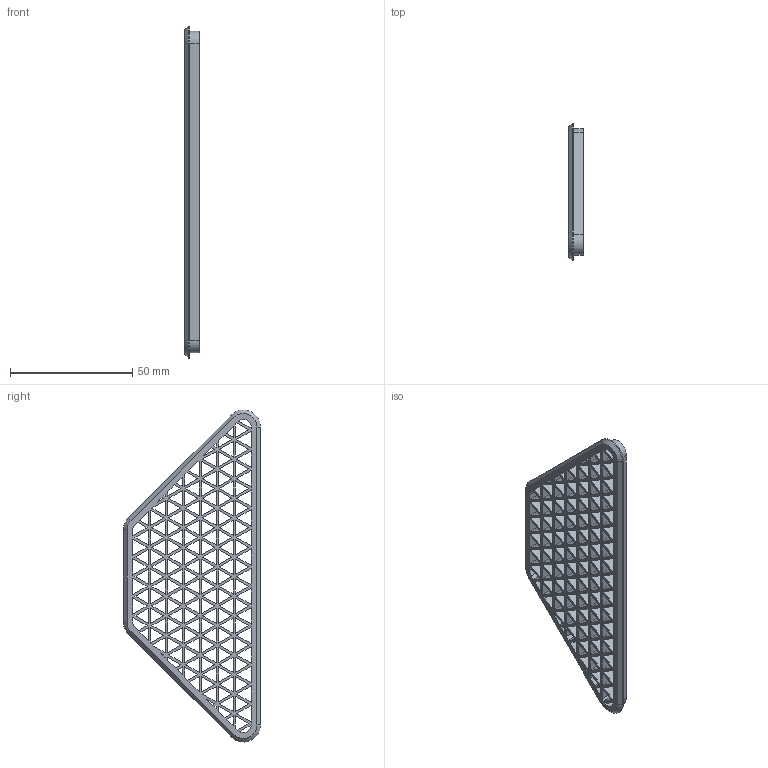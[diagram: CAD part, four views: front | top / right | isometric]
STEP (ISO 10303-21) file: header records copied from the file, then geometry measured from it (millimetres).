
FILE_DESCRIPTION(/* description */ ('CAx-IF Rec.Pracs.---Representation and Presentation of Product Manufacturing Information (PMI)---4.0---2014-10-13','CAx-IF Rec.Pracs.---3D Tessellated Geometry---0.4---2014-09-14','2;1'),/* implementation_level */ '2;1');
FILE_NAME(/* name */ 'V07-04-08(A) - Electronics box side grill',/* time_stamp */ '2022-03-25T17:21:26+03:00',/* author */ (''),/* organization */ (''),/* preprocessor_version */ 'ST-DEVELOPER v16.7',/* originating_system */ 'SIEMENS PLM Software NX 1911',/* authorisation */ $);
FILE_SCHEMA (('AP242_MANAGED_MODEL_BASED_3D_ENGINEERING_MIM_LF { 1 0 10303 442 1 1 4 }'));
Length unit declared in the file: millimetre
Products named in the file (1): V07-04-08(A) - Electronics box side grill
Bounding box: 6 x 56 x 135.65 mm (x, y, z)
Volume: 13418.5 mm3; surface area: 25222.8 mm2
Topology: 1 solids, 1 shells, 547 faces, 1624 edges, 1080 vertices
Faces by surface type: plane 531, cylinder 12, cone 4
Entity records: 18640 total; most frequent: CARTESIAN_POINT 3252, ORIENTED_EDGE 3248, DIRECTION 2748, EDGE_CURVE 1624, LINE 1596, VECTOR 1596, VERTEX_POINT 1080, EDGE_LOOP 886
